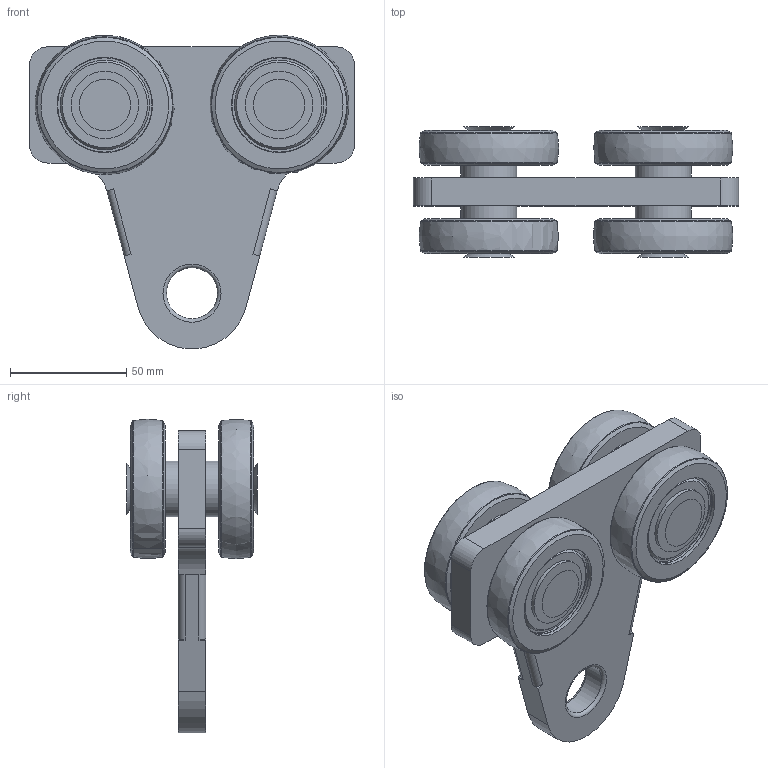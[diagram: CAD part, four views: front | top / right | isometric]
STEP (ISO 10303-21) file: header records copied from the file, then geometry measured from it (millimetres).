
FILE_DESCRIPTION(('STEP AP214'),'1');
FILE_NAME('PMH Åkvagn 1610.stp','2013-08-01T09:33:18',(' '),(' '),'Spatial InterOp 3D',' ',' ');
FILE_SCHEMA(('automotive_design'));
Length unit declared in the file: millimetre
Products named in the file (16): PMH Profilskena akvagn 1610; Part1; Part2; Part3; Part4; Part5; Part6; Part7; Part8; Part9; Part10; Part11; Part12; Part13; Part14; Part15
Assembly tree (15 placements, depth 2):
  PMH Profilskena akvagn 1610
    Part1
    Part2
    Part3
    Part4
    Part5
    Part6
    Part7
    Part8
    Part9
    Part10
    Part11
    Part12
    Part13
    Part14
    Part15
Bounding box: 140 x 56 x 134.91 mm (x, y, z)
Volume: 298909.9 mm3; surface area: 81889.7 mm2
Topology: 15 solids, 15 shells, 163 faces, 318 edges, 209 vertices
Faces by surface type: plane 69, cylinder 52, cone 28, torus 10, sphere 4
Full cylindrical faces by diameter (mm): 16.98 x2, 17 x4, 17.2 x6, 17.5 x4, 22 x1, 24 x4, 29 x4, 40.6 x8, 41 x8
Entity records: 5474 total; most frequent: CARTESIAN_POINT 766, DIRECTION 724, ORIENTED_EDGE 422, AXIS2_PLACEMENT_3D 336, EDGE_LOOP 300, EDGE_CURVE 211, FACE_OUTER_BOUND 210, VERTEX_POINT 185
